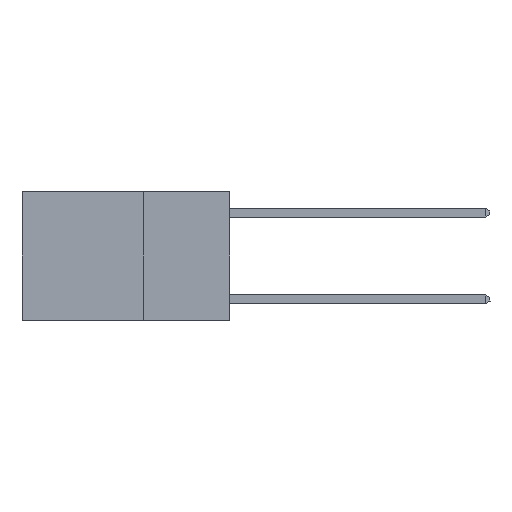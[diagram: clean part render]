
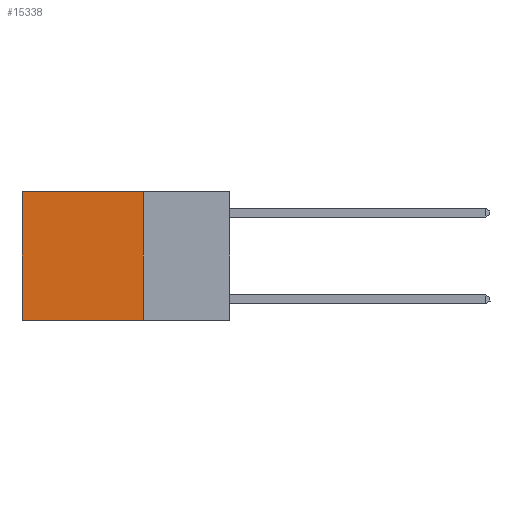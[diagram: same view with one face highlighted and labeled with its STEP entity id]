
A CAD part, left-side view. The second image highlights one B-rep face of the part: STEP entity #15338.
In plain terms, the highlighted planar face has unit normal (-1, 0, 0).
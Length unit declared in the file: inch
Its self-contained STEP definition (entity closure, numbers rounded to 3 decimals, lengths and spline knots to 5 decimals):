
#218 = DIRECTION ( 'NONE',  ( 1., 0., 0. ) ) ;
#644 = DIRECTION ( 'NONE',  ( 0., 1., 0. ) ) ;
#2847 = VERTEX_POINT ( 'NONE', #24682 ) ;
#2905 = CARTESIAN_POINT ( 'NONE',  ( 0.2625, 0.6, 0. ) ) ;
#5736 = CARTESIAN_POINT ( 'NONE',  ( 0.2625, 0.25, 0. ) ) ;
#5953 = VECTOR ( 'NONE', #27105, 39.37008 ) ;
#6692 = LINE ( 'NONE', #5736, #5953 ) ;
#6836 = VECTOR ( 'NONE', #644, 39.37008 ) ;
#7525 = LINE ( 'NONE', #12264, #25699 ) ;
#7611 = LINE ( 'NONE', #12435, #6836 ) ;
#8400 = ORIENTED_EDGE ( 'NONE', *, *, #15448, .F. ) ;
#9758 = ORIENTED_EDGE ( 'NONE', *, *, #21444, .F. ) ;
#11906 = ORIENTED_EDGE ( 'NONE', *, *, #28069, .T. ) ;
#12264 = CARTESIAN_POINT ( 'NONE',  ( 0.2625, 0.25, 0. ) ) ;
#12435 = CARTESIAN_POINT ( 'NONE',  ( 0.2625, 0.25, -0.37 ) ) ;
#13340 = AXIS2_PLACEMENT_3D ( 'NONE', #28562, #218, #16825 ) ;
#15338 = ADVANCED_FACE ( 'NONE', ( #22473 ), #26223, .F. ) ;
#15413 = VECTOR ( 'NONE', #19468, 39.37008 ) ;
#15448 = EDGE_CURVE ( 'NONE', #21138, #20338, #7611, .T. ) ;
#16687 = CARTESIAN_POINT ( 'NONE',  ( 0.2625, 0.25, -0.37 ) ) ;
#16825 = DIRECTION ( 'NONE',  ( 0., 0., -1. ) ) ;
#16840 = EDGE_CURVE ( 'NONE', #2847, #19209, #7525, .T. ) ;
#19209 = VERTEX_POINT ( 'NONE', #20847 ) ;
#19468 = DIRECTION ( 'NONE',  ( 0., 0., -1. ) ) ;
#20338 = VERTEX_POINT ( 'NONE', #22461 ) ;
#20847 = CARTESIAN_POINT ( 'NONE',  ( 0.2625, 0.6, 0. ) ) ;
#21138 = VERTEX_POINT ( 'NONE', #16687 ) ;
#21444 = EDGE_CURVE ( 'NONE', #2847, #21138, #6692, .T. ) ;
#21819 = DIRECTION ( 'NONE',  ( 0., 1., 0. ) ) ;
#22461 = CARTESIAN_POINT ( 'NONE',  ( 0.2625, 0.6, -0.37 ) ) ;
#22473 = FACE_OUTER_BOUND ( 'NONE', #27775, .T. ) ;
#24682 = CARTESIAN_POINT ( 'NONE',  ( 0.2625, 0.25, 0. ) ) ;
#25699 = VECTOR ( 'NONE', #21819, 39.37008 ) ;
#26223 = PLANE ( 'NONE',  #13340 ) ;
#27105 = DIRECTION ( 'NONE',  ( 0., 0., -1. ) ) ;
#27242 = LINE ( 'NONE', #2905, #15413 ) ;
#27307 = ORIENTED_EDGE ( 'NONE', *, *, #16840, .T. ) ;
#27775 = EDGE_LOOP ( 'NONE', ( #11906, #8400, #9758, #27307 ) ) ;
#28069 = EDGE_CURVE ( 'NONE', #19209, #20338, #27242, .T. ) ;
#28562 = CARTESIAN_POINT ( 'NONE',  ( 0.2625, 0.25, 0. ) ) ;
